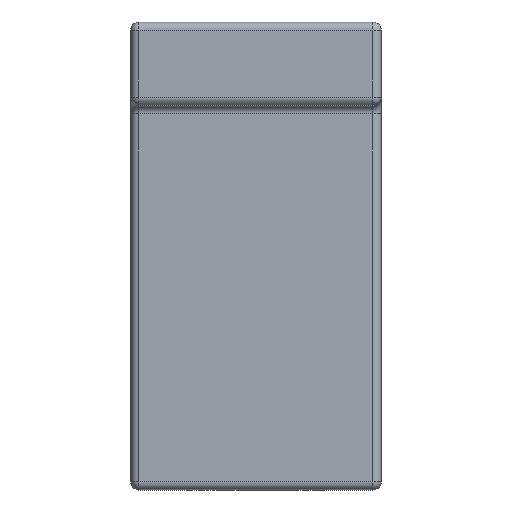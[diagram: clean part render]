
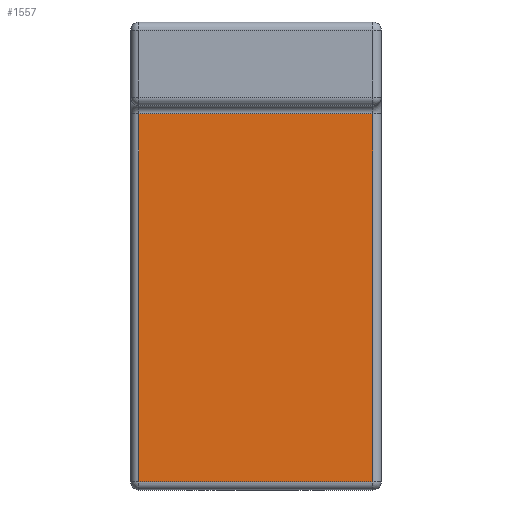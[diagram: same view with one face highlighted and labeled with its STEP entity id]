
A CAD part, front view. The second image highlights one B-rep face of the part: STEP entity #1557.
In plain terms, the highlighted planar face has unit normal (0, -1, 0).
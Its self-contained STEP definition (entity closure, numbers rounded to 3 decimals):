
#26 = CARTESIAN_POINT ( 'NONE',  ( 29., 27.5, -11. ) ) ;
#44 = VERTEX_POINT ( 'NONE', #875 ) ;
#254 = EDGE_CURVE ( 'NONE', #954, #1320, #2045, .T. ) ;
#332 = AXIS2_PLACEMENT_3D ( 'NONE', #1474, #984, #487 ) ;
#402 = VECTOR ( 'NONE', #883, 1000. ) ;
#403 = DIRECTION ( 'NONE',  ( 0., 0., 1. ) ) ;
#425 = VECTOR ( 'NONE', #631, 1000. ) ;
#463 = VECTOR ( 'NONE', #403, 1000. ) ;
#487 = DIRECTION ( 'NONE',  ( 0., 0., 1. ) ) ;
#501 = DIRECTION ( 'NONE',  ( -1., 0., 0. ) ) ;
#563 = LINE ( 'NONE', #1360, #402 ) ;
#610 = CARTESIAN_POINT ( 'NONE',  ( 30., 27.5, -55. ) ) ;
#613 = CARTESIAN_POINT ( 'NONE',  ( 1., 27.5, -55. ) ) ;
#631 = DIRECTION ( 'NONE',  ( 1., 0., 0. ) ) ;
#694 = ORIENTED_EDGE ( 'NONE', *, *, #1737, .T. ) ;
#802 = LINE ( 'NONE', #1293, #2039 ) ;
#846 = CARTESIAN_POINT ( 'NONE',  ( 29., 27.5, -10. ) ) ;
#875 = CARTESIAN_POINT ( 'NONE',  ( 1., 27.5, -11. ) ) ;
#883 = DIRECTION ( 'NONE',  ( 0., 0., -1. ) ) ;
#900 = ORIENTED_EDGE ( 'NONE', *, *, #1624, .T. ) ;
#954 = VERTEX_POINT ( 'NONE', #613 ) ;
#984 = DIRECTION ( 'NONE',  ( 0., 1., 0. ) ) ;
#1171 = EDGE_LOOP ( 'NONE', ( #900, #694, #1779, #1707 ) ) ;
#1180 = CARTESIAN_POINT ( 'NONE',  ( 29., 27.5, -55. ) ) ;
#1293 = CARTESIAN_POINT ( 'NONE',  ( 0., 27.5, -11. ) ) ;
#1316 = FACE_OUTER_BOUND ( 'NONE', #1171, .T. ) ;
#1320 = VERTEX_POINT ( 'NONE', #1180 ) ;
#1327 = EDGE_CURVE ( 'NONE', #1320, #1895, #1822, .T. ) ;
#1360 = CARTESIAN_POINT ( 'NONE',  ( 1., 27.5, -10. ) ) ;
#1474 = CARTESIAN_POINT ( 'NONE',  ( 30., 27.5, -10. ) ) ;
#1557 = ADVANCED_FACE ( 'NONE', ( #1316 ), #1960, .F. ) ;
#1624 = EDGE_CURVE ( 'NONE', #1895, #44, #802, .T. ) ;
#1707 = ORIENTED_EDGE ( 'NONE', *, *, #1327, .T. ) ;
#1737 = EDGE_CURVE ( 'NONE', #44, #954, #563, .T. ) ;
#1779 = ORIENTED_EDGE ( 'NONE', *, *, #254, .T. ) ;
#1822 = LINE ( 'NONE', #846, #463 ) ;
#1895 = VERTEX_POINT ( 'NONE', #26 ) ;
#1960 = PLANE ( 'NONE',  #332 ) ;
#2039 = VECTOR ( 'NONE', #501, 1000. ) ;
#2045 = LINE ( 'NONE', #610, #425 ) ;
